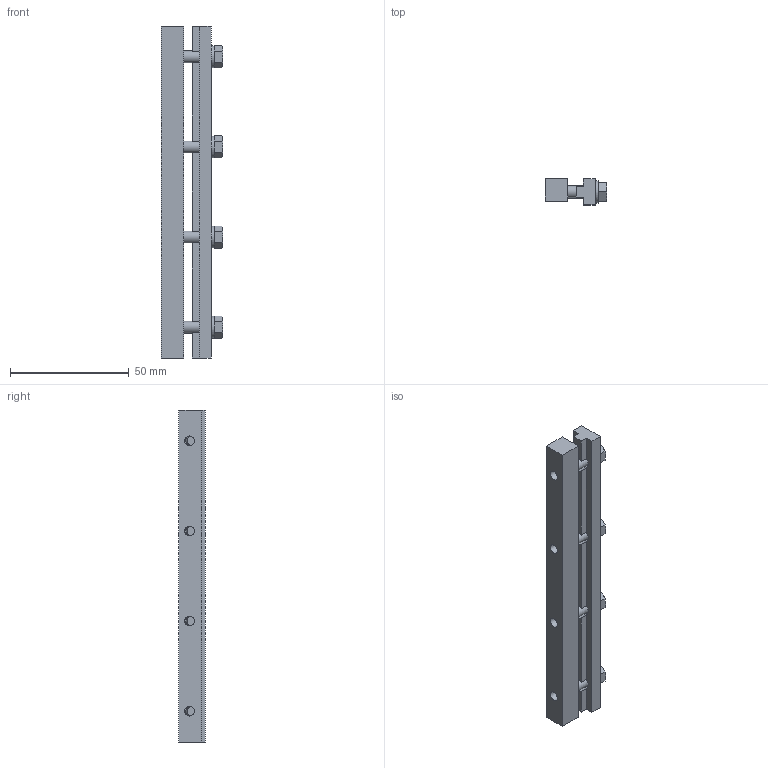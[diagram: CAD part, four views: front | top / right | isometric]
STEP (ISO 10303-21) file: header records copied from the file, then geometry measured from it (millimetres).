
FILE_DESCRIPTION(/* description */ ('ETA-3 LOWER SPLICE ASSEMBLY (85005353)'),/* implementation_level */ '2;1');
FILE_NAME(/* name */ '20138.stp',/* time_stamp */ '2020-12-18T14:21:40-05:00',/* author */ ('mnhhw'),/* organization */ (''),/* preprocessor_version */ 'ST-DEVELOPER v17',/* originating_system */ 'Autodesk Inventor 2019',/* authorisation */ '');
FILE_SCHEMA (('AUTOMOTIVE_DESIGN { 1 0 10303 214 3 1 1 }'));
Length unit declared in the file: inch
Products named in the file (5): 20138; 79698; 79699; 52491; 50757
Assembly tree (10 placements, depth 2):
  20138
    79698
    79699
    52491  x4
    50757  x4
Bounding box: 25.81 x 11.11 x 140 mm (x, y, z)
Volume: 23095.2 mm3; surface area: 13925.9 mm2
Topology: 10 solids, 10 shells, 140 faces, 352 edges, 232 vertices
Faces by surface type: plane 80, cylinder 28, cone 28, torus 4
Full cylindrical faces by diameter (mm): 4.14 x4, 5 x4, 6.604 x4
Entity records: 2301 total; most frequent: CARTESIAN_POINT 394, DIRECTION 384, ORIENTED_EDGE 350, EDGE_CURVE 175, AXIS2_PLACEMENT_3D 144, VERTEX_POINT 118, LINE 96, VECTOR 96
